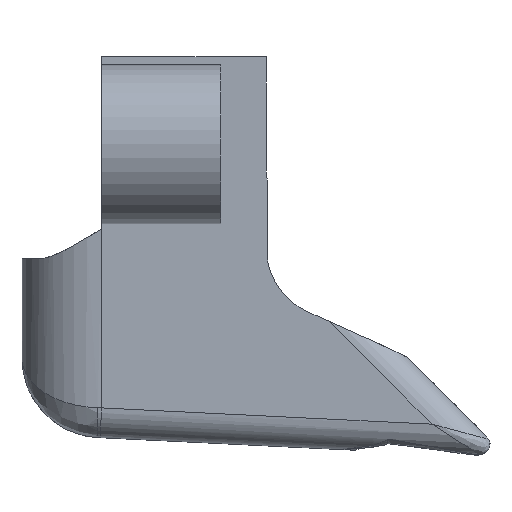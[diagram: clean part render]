
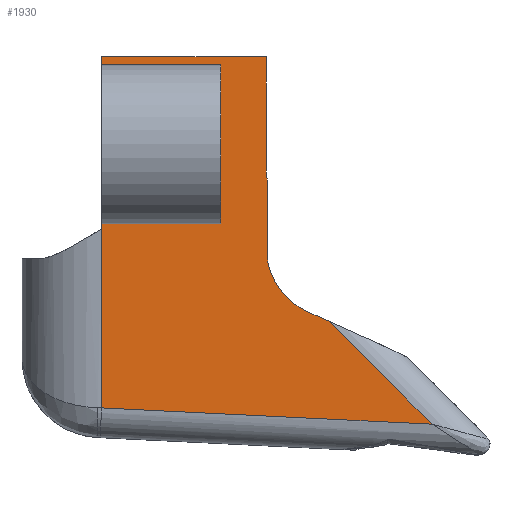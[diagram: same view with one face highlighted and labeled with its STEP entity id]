
A CAD part, left-side view. The second image highlights one B-rep face of the part: STEP entity #1930.
In plain terms, the highlighted planar face has unit normal (-1, 0, 0).
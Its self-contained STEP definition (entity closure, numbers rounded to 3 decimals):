
#199=B_SPLINE_CURVE_WITH_KNOTS('',3,(#4775,#4776,#4777,#4778,#4779,#4780,
#4781,#4782,#4783,#4784,#4785,#4786,#4787,#4788),.UNSPECIFIED.,.F.,.F.,
(4,2,3,2,3,4),(-0.073,-0.051,0.,0.051,
0.071,0.073),.UNSPECIFIED.);
#298=FACE_OUTER_BOUND('',#416,.T.);
#416=EDGE_LOOP('',(#1656,#1657,#1658,#1659,#1660,#1661,#1662,#1663,#1664,
#1665,#1666,#1667,#1668,#1669,#1670,#1671));
#460=CIRCLE('',#1991,240.97);
#497=CIRCLE('',#2053,3.5);
#519=CIRCLE('',#2107,3.5);
#545=LINE('',#2830,#649);
#574=LINE('',#4404,#678);
#602=LINE('',#4693,#706);
#609=LINE('',#4733,#713);
#612=LINE('',#4740,#716);
#613=LINE('',#4746,#717);
#615=LINE('',#4766,#719);
#616=LINE('',#4769,#720);
#617=LINE('',#4771,#721);
#618=LINE('',#4773,#722);
#619=LINE('',#4790,#723);
#620=LINE('',#4791,#724);
#649=VECTOR('',#2190,10.);
#678=VECTOR('',#2383,10.);
#706=VECTOR('',#2451,10.);
#713=VECTOR('',#2466,10.);
#716=VECTOR('',#2471,10.);
#717=VECTOR('',#2478,10.);
#719=VECTOR('',#2486,10.);
#720=VECTOR('',#2489,10.);
#721=VECTOR('',#2490,10.);
#722=VECTOR('',#2491,10.);
#723=VECTOR('',#2492,10.);
#724=VECTOR('',#2493,10.);
#761=VERTEX_POINT('',#2789);
#763=VERTEX_POINT('',#2792);
#769=VERTEX_POINT('',#2829);
#836=VERTEX_POINT('',#4098);
#858=VERTEX_POINT('',#4402);
#887=VERTEX_POINT('',#4690);
#888=VERTEX_POINT('',#4692);
#896=VERTEX_POINT('',#4730);
#897=VERTEX_POINT('',#4732);
#900=VERTEX_POINT('',#4738);
#903=VERTEX_POINT('',#4765);
#904=VERTEX_POINT('',#4767);
#905=VERTEX_POINT('',#4770);
#906=VERTEX_POINT('',#4772);
#907=VERTEX_POINT('',#4774);
#908=VERTEX_POINT('',#4789);
#945=EDGE_CURVE('',#763,#761,#460,.T.);
#952=EDGE_CURVE('',#763,#769,#545,.T.);
#1066=EDGE_CURVE('',#836,#761,#497,.T.);
#1100=EDGE_CURVE('',#769,#858,#574,.T.);
#1147=EDGE_CURVE('',#888,#887,#602,.T.);
#1159=EDGE_CURVE('',#897,#896,#609,.T.);
#1163=EDGE_CURVE('',#887,#900,#612,.T.);
#1166=EDGE_CURVE('',#858,#896,#613,.T.);
#1170=EDGE_CURVE('',#836,#903,#615,.T.);
#1171=EDGE_CURVE('',#904,#903,#519,.T.);
#1172=EDGE_CURVE('',#888,#904,#616,.T.);
#1173=EDGE_CURVE('',#900,#905,#617,.T.);
#1174=EDGE_CURVE('',#905,#906,#618,.T.);
#1175=EDGE_CURVE('',#906,#907,#199,.T.);
#1176=EDGE_CURVE('',#907,#908,#619,.T.);
#1177=EDGE_CURVE('',#908,#897,#620,.T.);
#1656=ORIENTED_EDGE('',*,*,#1170,.T.);
#1657=ORIENTED_EDGE('',*,*,#1171,.F.);
#1658=ORIENTED_EDGE('',*,*,#1172,.F.);
#1659=ORIENTED_EDGE('',*,*,#1147,.T.);
#1660=ORIENTED_EDGE('',*,*,#1163,.T.);
#1661=ORIENTED_EDGE('',*,*,#1173,.T.);
#1662=ORIENTED_EDGE('',*,*,#1174,.T.);
#1663=ORIENTED_EDGE('',*,*,#1175,.T.);
#1664=ORIENTED_EDGE('',*,*,#1176,.T.);
#1665=ORIENTED_EDGE('',*,*,#1177,.T.);
#1666=ORIENTED_EDGE('',*,*,#1159,.T.);
#1667=ORIENTED_EDGE('',*,*,#1166,.F.);
#1668=ORIENTED_EDGE('',*,*,#1100,.F.);
#1669=ORIENTED_EDGE('',*,*,#952,.F.);
#1670=ORIENTED_EDGE('',*,*,#945,.T.);
#1671=ORIENTED_EDGE('',*,*,#1066,.F.);
#1835=PLANE('',#2106);
#1930=ADVANCED_FACE('',(#298),#1835,.T.);
#1991=AXIS2_PLACEMENT_3D('',#2793,#2182,#2183);
#2053=AXIS2_PLACEMENT_3D('',#4101,#2328,#2329);
#2106=AXIS2_PLACEMENT_3D('',#4764,#2484,#2485);
#2107=AXIS2_PLACEMENT_3D('',#4768,#2487,#2488);
#2182=DIRECTION('center_axis',(-1.,0.,0.));
#2183=DIRECTION('ref_axis',(0.,-0.425,0.905));
#2190=DIRECTION('',(0.,-0.707,-0.707));
#2328=DIRECTION('center_axis',(-1.,0.,0.));
#2329=DIRECTION('ref_axis',(0.,0.838,-0.546));
#2383=DIRECTION('',(0.,0.999,0.049));
#2451=DIRECTION('',(0.,1.,0.));
#2466=DIRECTION('',(0.,0.,-1.));
#2471=DIRECTION('',(0.,0.,-1.));
#2478=DIRECTION('',(0.,0.,1.));
#2484=DIRECTION('center_axis',(-1.,0.,0.));
#2485=DIRECTION('ref_axis',(0.,1.,0.));
#2486=DIRECTION('',(0.,0.,1.));
#2487=DIRECTION('center_axis',(-1.,0.,0.));
#2488=DIRECTION('ref_axis',(0.,0.838,-0.546));
#2489=DIRECTION('',(0.,0.,-1.));
#2490=DIRECTION('',(0.,-1.,0.));
#2491=DIRECTION('',(0.,0.,-1.));
#2492=DIRECTION('',(0.,0.,-1.));
#2493=DIRECTION('',(0.,1.,0.));
#2789=CARTESIAN_POINT('',(-11.1,56.398,0.767));
#2792=CARTESIAN_POINT('',(-11.1,55.316,0.285));
#2793=CARTESIAN_POINT('Origin',(-11.1,153.75,-219.663));
#2829=CARTESIAN_POINT('',(-11.1,50.151,-4.879));
#2830=CARTESIAN_POINT('',(-11.1,74.067,19.037));
#4098=CARTESIAN_POINT('',(-11.1,58.414,3.272));
#4101=CARTESIAN_POINT('Origin',(-11.1,54.984,3.968));
#4402=CARTESIAN_POINT('',(-11.1,66.763,-4.06));
#4404=CARTESIAN_POINT('',(-11.1,88.348,-2.996));
#4690=CARTESIAN_POINT('',(-11.1,66.763,13.583));
#4692=CARTESIAN_POINT('',(-11.1,58.484,13.583));
#4693=CARTESIAN_POINT('',(-11.1,64.693,13.583));
#4730=CARTESIAN_POINT('',(-11.1,66.763,4.94));
#4732=CARTESIAN_POINT('',(-11.1,66.763,5.187));
#4733=CARTESIAN_POINT('',(-11.1,66.763,13.35));
#4738=CARTESIAN_POINT('',(-11.1,66.763,13.187));
#4740=CARTESIAN_POINT('',(-11.1,66.763,19.663));
#4746=CARTESIAN_POINT('',(-11.1,66.763,3.499));
#4764=CARTESIAN_POINT('Origin',(-11.1,66.763,0.938));
#4765=CARTESIAN_POINT('',(-11.1,58.414,7.272));
#4766=CARTESIAN_POINT('',(-11.1,58.414,2.272));
#4767=CARTESIAN_POINT('',(-11.1,58.484,7.968));
#4768=CARTESIAN_POINT('Origin',(-11.1,54.984,7.968));
#4769=CARTESIAN_POINT('',(-11.1,58.484,8.683));
#4770=CARTESIAN_POINT('',(-11.1,60.763,13.187));
#4771=CARTESIAN_POINT('',(-11.1,66.763,13.187));
#4772=CARTESIAN_POINT('',(-11.1,60.763,9.968));
#4773=CARTESIAN_POINT('',(-11.1,60.763,8.435));
#4774=CARTESIAN_POINT('',(-11.1,60.763,8.406));
#4775=CARTESIAN_POINT('Ctrl Pts',(-11.1,60.763,9.968));
#4776=CARTESIAN_POINT('Ctrl Pts',(-11.1,60.763,9.894));
#4777=CARTESIAN_POINT('Ctrl Pts',(-11.1,60.766,9.805));
#4778=CARTESIAN_POINT('Ctrl Pts',(-11.1,60.775,9.561));
#4779=CARTESIAN_POINT('Ctrl Pts',(-11.1,60.784,9.357));
#4780=CARTESIAN_POINT('Ctrl Pts',(-11.1,60.784,9.187));
#4781=CARTESIAN_POINT('Ctrl Pts',(-11.1,60.784,9.017));
#4782=CARTESIAN_POINT('Ctrl Pts',(-11.1,60.775,8.813));
#4783=CARTESIAN_POINT('Ctrl Pts',(-11.1,60.766,8.578));
#4784=CARTESIAN_POINT('Ctrl Pts',(-11.1,60.764,8.501));
#4785=CARTESIAN_POINT('Ctrl Pts',(-11.1,60.763,8.433));
#4786=CARTESIAN_POINT('Ctrl Pts',(-11.1,60.763,8.424));
#4787=CARTESIAN_POINT('Ctrl Pts',(-11.1,60.763,8.415));
#4788=CARTESIAN_POINT('Ctrl Pts',(-11.1,60.763,8.406));
#4789=CARTESIAN_POINT('',(-11.1,60.763,5.187));
#4790=CARTESIAN_POINT('',(-11.1,60.763,5.354));
#4791=CARTESIAN_POINT('',(-11.1,66.763,5.187));
